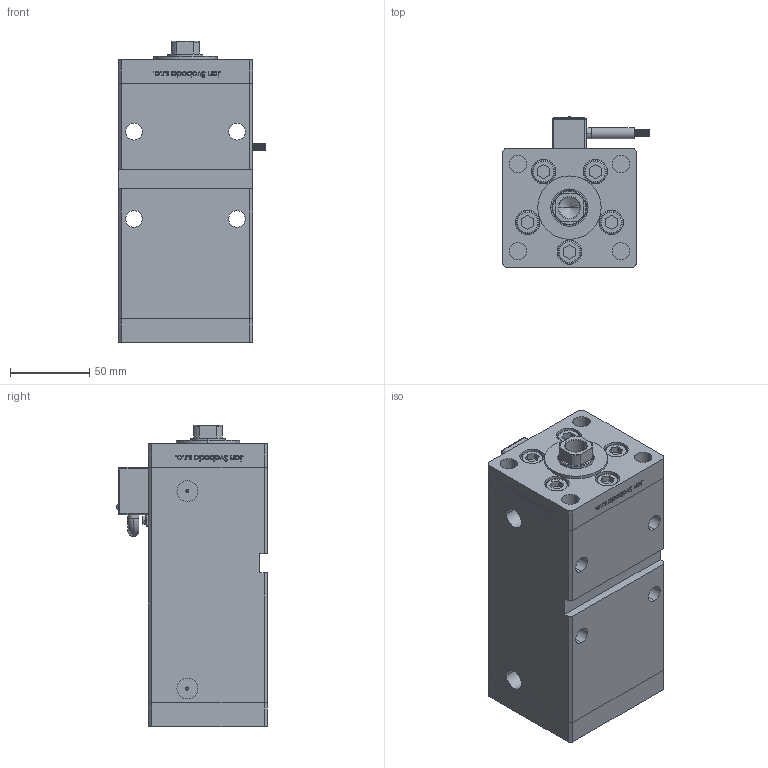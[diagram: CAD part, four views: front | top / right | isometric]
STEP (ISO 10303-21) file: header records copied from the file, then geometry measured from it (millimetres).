
FILE_DESCRIPTION (( 'STEP AP203' ), '1' );
FILE_NAME ('cd5d.STEP', '2024-01-08T19:34:32', ( '' ), ( '' ), 'SwSTEP 2.0', 'SolidWorks 2019', '' );
FILE_SCHEMA (( 'CONFIG_CONTROL_DESIGN' ));
Products named in the file (7): ALLEN BOLT 6e29da5da613a2285386cfc525b1b5c1; V220C_FRONT_E 6e29da5da613a2285386cfc525b1b5c1; Magnetic_Switch_MSU4 6e29da5da613a2285386cfc525b1b5c1; V220C BACK_E 6e29da5da613a2285386cfc525b1b5c1; cd5d; V220C_E MIDDLE 6e29da5da613a2285386cfc525b1b5c1; V220C_VC_E 6e29da5da613a2285386cfc525b1b5c1
Assembly tree (15 placements, depth 2):
  cd5d
    V220C BACK_E 6e29da5da613a2285386cfc525b1b5c1
    V220C_E MIDDLE 6e29da5da613a2285386cfc525b1b5c1
    V220C_FRONT_E 6e29da5da613a2285386cfc525b1b5c1
    ALLEN BOLT 6e29da5da613a2285386cfc525b1b5c1  x10
    Magnetic_Switch_MSU4 6e29da5da613a2285386cfc525b1b5c1
    V220C_VC_E 6e29da5da613a2285386cfc525b1b5c1
Bounding box: 93.3 x 95.1 x 190 mm (x, y, z)
Volume: 988896.8 mm3; surface area: 177787.2 mm2
Topology: 15 solids, 16 shells, 1314 faces, 3270 edges, 2132 vertices
Faces by surface type: plane 512, bspline 484, cylinder 210, torus 48, cone 48, sphere 12
Entity records: 56151 total; most frequent: CARTESIAN_POINT 31006, ORIENTED_EDGE 5692, DIRECTION 3548, EDGE_CURVE 2846, VERTEX_POINT 1880, VECTOR 1464, LINE 1464, EDGE_LOOP 1306
